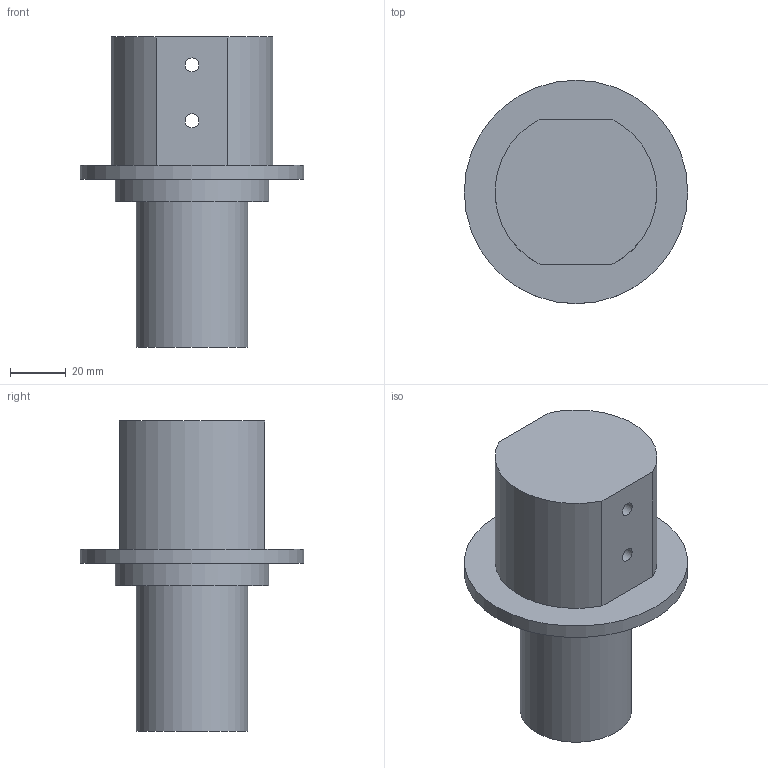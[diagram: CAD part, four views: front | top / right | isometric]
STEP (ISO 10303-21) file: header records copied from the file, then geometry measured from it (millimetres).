
FILE_DESCRIPTION(/* description */ ('STEP AP214'),/* implementation_level */ '2;1');
FILE_NAME(/* name */ '61fa9e4ade1f9b6a4c35e5a8',/* time_stamp */ '2022-02-02T15:07:54+00:00',/* author */ (''),/* organization */ (''),/* preprocessor_version */ 'ST-DEVELOPER v18.101',/* originating_system */ ' ',/* authorisation */ ' ');
FILE_SCHEMA (('AUTOMOTIVE_DESIGN {1 0 10303 214 3 1 1}'));
Length unit declared in the file: metre
Products named in the file (1): Mât
Bounding box: 80 x 80 x 111 mm (x, y, z)
Volume: 223987.8 mm3; surface area: 29361.1 mm2
Topology: 1 solids, 1 shells, 18 faces, 33 edges, 22 vertices
Faces by surface type: plane 9, cylinder 9
Full cylindrical faces by diameter (mm): 3 x2, 5 x2, 40 x1, 55 x1, 80 x1
Entity records: 458 total; most frequent: DIRECTION 82, CARTESIAN_POINT 67, ORIENTED_EDGE 52, AXIS2_PLACEMENT_3D 37, EDGE_LOOP 34, FACE_BOUND 34, EDGE_CURVE 26, VERTEX_POINT 22
